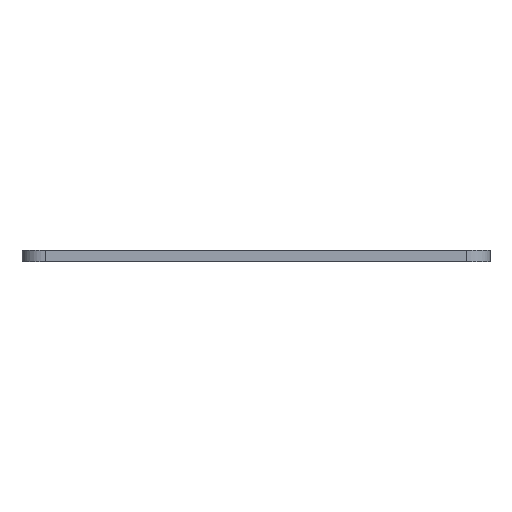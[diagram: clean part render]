
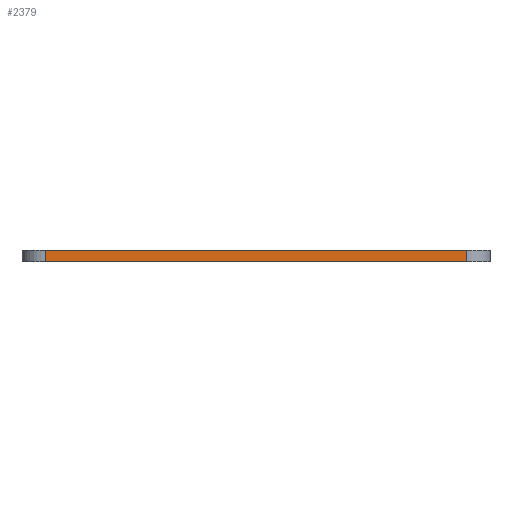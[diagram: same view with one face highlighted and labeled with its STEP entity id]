
A CAD part, left-side view. The second image highlights one B-rep face of the part: STEP entity #2379.
In plain terms, the highlighted planar face has unit normal (-1, 0, 0).
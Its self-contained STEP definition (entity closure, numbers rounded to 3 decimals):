
#92=PLANE('',#2607);
#209=FACE_OUTER_BOUND('',#327,.T.);
#327=EDGE_LOOP('',(#1979,#1980,#1981,#1982));
#591=LINE('',#3977,#847);
#592=LINE('',#3981,#848);
#593=LINE('',#3983,#849);
#594=LINE('',#3984,#850);
#847=VECTOR('',#3273,10.);
#848=VECTOR('',#3278,10.);
#849=VECTOR('',#3279,10.);
#850=VECTOR('',#3280,10.);
#1171=VERTEX_POINT('',#3974);
#1172=VERTEX_POINT('',#3976);
#1173=VERTEX_POINT('',#3980);
#1174=VERTEX_POINT('',#3982);
#1516=EDGE_CURVE('',#1172,#1171,#591,.T.);
#1518=EDGE_CURVE('',#1171,#1173,#592,.T.);
#1519=EDGE_CURVE('',#1174,#1173,#593,.T.);
#1520=EDGE_CURVE('',#1172,#1174,#594,.T.);
#1979=ORIENTED_EDGE('',*,*,#1518,.T.);
#1980=ORIENTED_EDGE('',*,*,#1519,.F.);
#1981=ORIENTED_EDGE('',*,*,#1520,.F.);
#1982=ORIENTED_EDGE('',*,*,#1516,.T.);
#2379=ADVANCED_FACE('',(#209),#92,.T.);
#2607=AXIS2_PLACEMENT_3D('',#3979,#3276,#3277);
#3273=DIRECTION('',(0.,0.,1.));
#3276=DIRECTION('center_axis',(-1.,0.,0.));
#3277=DIRECTION('ref_axis',(0.,-1.,0.));
#3278=DIRECTION('',(0.,1.,0.));
#3279=DIRECTION('',(0.,0.,1.));
#3280=DIRECTION('',(0.,1.,0.));
#3974=CARTESIAN_POINT('',(-20.,-18.,1.));
#3976=CARTESIAN_POINT('',(-20.,-18.,0.));
#3977=CARTESIAN_POINT('',(-20.,-18.,0.));
#3979=CARTESIAN_POINT('Origin',(-20.,18.,0.));
#3980=CARTESIAN_POINT('',(-20.,18.,1.));
#3981=CARTESIAN_POINT('',(-20.,9.,1.));
#3982=CARTESIAN_POINT('',(-20.,18.,0.));
#3983=CARTESIAN_POINT('',(-20.,18.,0.));
#3984=CARTESIAN_POINT('',(-20.,9.,0.));
